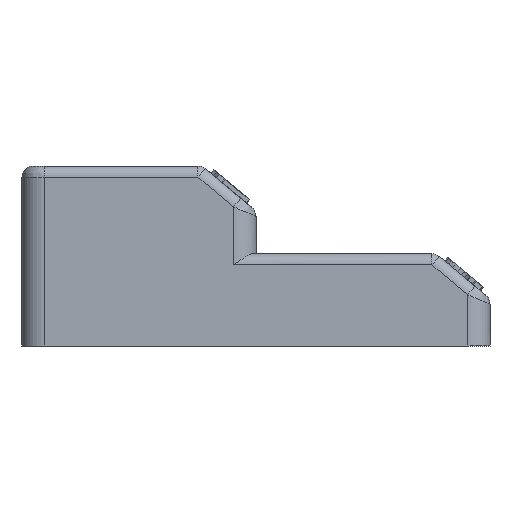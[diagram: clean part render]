
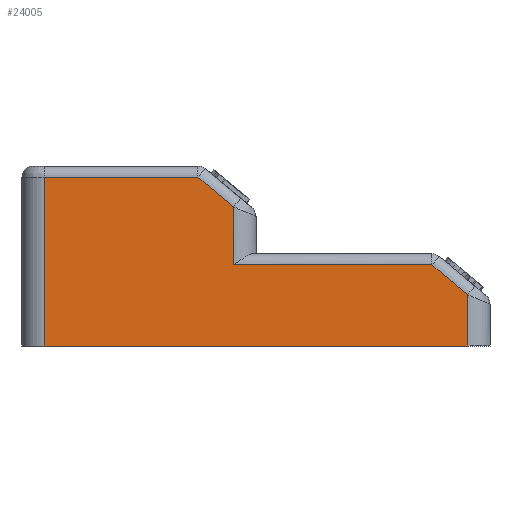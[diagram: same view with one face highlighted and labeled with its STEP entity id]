
A CAD part, front view. The second image highlights one B-rep face of the part: STEP entity #24005.
In plain terms, the highlighted planar face has unit normal (0, -1, 0).
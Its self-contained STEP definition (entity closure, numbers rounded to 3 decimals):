
#3032=PLANE('',#25109);
#3829=FACE_OUTER_BOUND('',#5217,.T.);
#5217=EDGE_LOOP('',(#18734,#18735,#18736,#18737,#18738,#18739,#18740,#18741));
#6945=LINE('',#37993,#8705);
#6946=LINE('',#37997,#8706);
#6947=LINE('',#38004,#8707);
#6948=LINE('',#38006,#8708);
#6949=LINE('',#38008,#8709);
#6950=LINE('',#38009,#8710);
#6951=LINE('',#38011,#8711);
#6952=LINE('',#38012,#8712);
#8705=VECTOR('',#26960,10.);
#8706=VECTOR('',#26965,10.);
#8707=VECTOR('',#26974,10.);
#8708=VECTOR('',#26975,10.);
#8709=VECTOR('',#26976,10.);
#8710=VECTOR('',#26977,10.);
#8711=VECTOR('',#26978,10.);
#8712=VECTOR('',#26979,10.);
#10869=VERTEX_POINT('',#37987);
#10871=VERTEX_POINT('',#37991);
#10872=VERTEX_POINT('',#37995);
#10873=VERTEX_POINT('',#38002);
#10874=VERTEX_POINT('',#38003);
#10875=VERTEX_POINT('',#38005);
#10876=VERTEX_POINT('',#38007);
#10877=VERTEX_POINT('',#38010);
#13871=EDGE_CURVE('',#10871,#10869,#6945,.T.);
#13873=EDGE_CURVE('',#10872,#10871,#6946,.T.);
#13876=EDGE_CURVE('',#10873,#10874,#6947,.T.);
#13877=EDGE_CURVE('',#10875,#10873,#6948,.T.);
#13878=EDGE_CURVE('',#10876,#10875,#6949,.T.);
#13879=EDGE_CURVE('',#10869,#10876,#6950,.T.);
#13880=EDGE_CURVE('',#10877,#10872,#6951,.T.);
#13881=EDGE_CURVE('',#10874,#10877,#6952,.T.);
#18734=ORIENTED_EDGE('',*,*,#13876,.F.);
#18735=ORIENTED_EDGE('',*,*,#13877,.F.);
#18736=ORIENTED_EDGE('',*,*,#13878,.F.);
#18737=ORIENTED_EDGE('',*,*,#13879,.F.);
#18738=ORIENTED_EDGE('',*,*,#13871,.F.);
#18739=ORIENTED_EDGE('',*,*,#13873,.F.);
#18740=ORIENTED_EDGE('',*,*,#13880,.F.);
#18741=ORIENTED_EDGE('',*,*,#13881,.F.);
#24005=ADVANCED_FACE('',(#3829),#3032,.F.);
#25109=AXIS2_PLACEMENT_3D('',#38001,#26972,#26973);
#26960=DIRECTION('',(0.768,0.,-0.64));
#26965=DIRECTION('',(1.,0.,0.));
#26972=DIRECTION('center_axis',(0.,1.,0.));
#26973=DIRECTION('ref_axis',(1.,0.,0.));
#26974=DIRECTION('',(0.,0.,-1.));
#26975=DIRECTION('',(0.768,0.,-0.64));
#26976=DIRECTION('',(1.,0.,0.));
#26977=DIRECTION('',(0.,0.,-1.));
#26978=DIRECTION('',(0.,0.,1.));
#26979=DIRECTION('',(-1.,0.,0.));
#37987=CARTESIAN_POINT('',(47.,0.,30.912));
#37991=CARTESIAN_POINT('',(39.095,0.,37.5));
#37993=CARTESIAN_POINT('',(46.859,0.,31.03));
#37995=CARTESIAN_POINT('',(5.,0.,37.5));
#37997=CARTESIAN_POINT('',(26.,0.,37.5));
#38001=CARTESIAN_POINT('Origin',(52.,0.,20.));
#38002=CARTESIAN_POINT('',(99.,0.,11.412));
#38003=CARTESIAN_POINT('',(99.,0.,0.));
#38004=CARTESIAN_POINT('',(99.,0.,15.25));
#38005=CARTESIAN_POINT('',(91.095,0.,18.));
#38006=CARTESIAN_POINT('',(78.719,0.,28.313));
#38007=CARTESIAN_POINT('',(47.,0.,18.));
#38008=CARTESIAN_POINT('',(52.,0.,18.));
#38009=CARTESIAN_POINT('',(47.,0.,25.));
#38010=CARTESIAN_POINT('',(5.,0.,0.));
#38011=CARTESIAN_POINT('',(5.,0.,10.));
#38012=CARTESIAN_POINT('',(104.,0.,0.));
